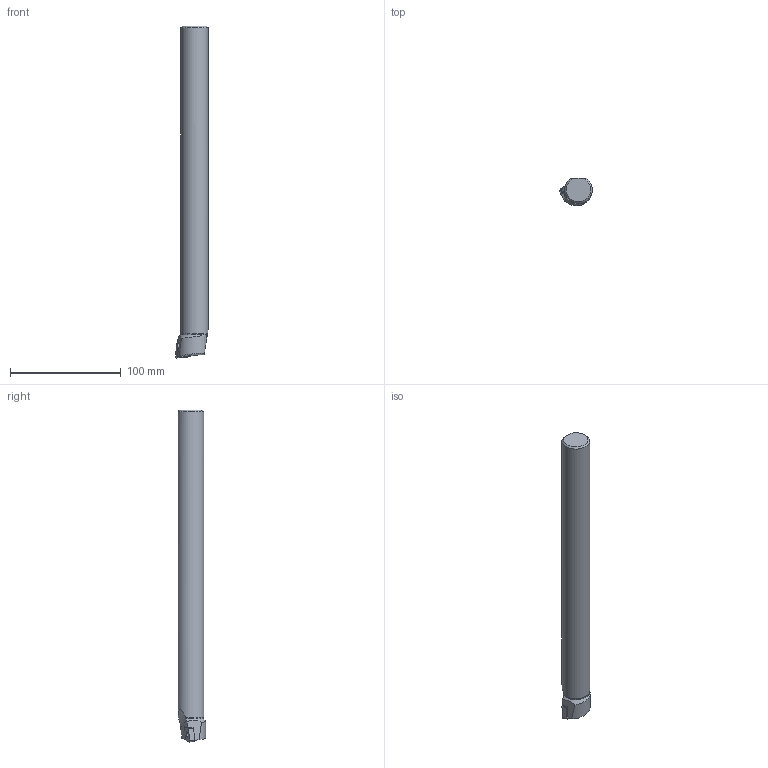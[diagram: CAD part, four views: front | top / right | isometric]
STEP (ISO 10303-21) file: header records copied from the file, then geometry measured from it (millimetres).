
FILE_DESCRIPTION((''),'2;1');
FILE_NAME('70556025_ASM','2019-01-22T07:46:59',('piechottad'),(''),'CREO PARAMETRIC BY PTC INC, 2018400','CREO PARAMETRIC BY PTC INC, 2018400','');
FILE_SCHEMA(('AUTOMOTIVE_DESIGN { 1 0 10303 214 1 1 1 1 }'));
Length unit declared in the file: millimetre
Products named in the file (3): 70556025NC; 70556025C; 70556025_ASM
Assembly tree (2 placements, depth 2):
  70556025_ASM
    70556025NC
    70556025C
Bounding box: 29.5 x 24.68 x 300.02 mm (x, y, z)
Volume: 139072.2 mm3; surface area: 24568.7 mm2
Topology: 2 solids, 2 shells, 35 faces, 99 edges, 68 vertices
Faces by surface type: plane 18, cylinder 11, cone 4, torus 2
Entity records: 3219 total; most frequent: CARTESIAN_POINT 357, DIRECTION 270, PROPERTY_DEFINITION 187, PRESENTATION_STYLE_ASSIGNMENT 186, STYLED_ITEM 186, REPRESENTATION 185, PROPERTY_DEFINITION_REPRESENTATION 185, ORIENTED_EDGE 178
